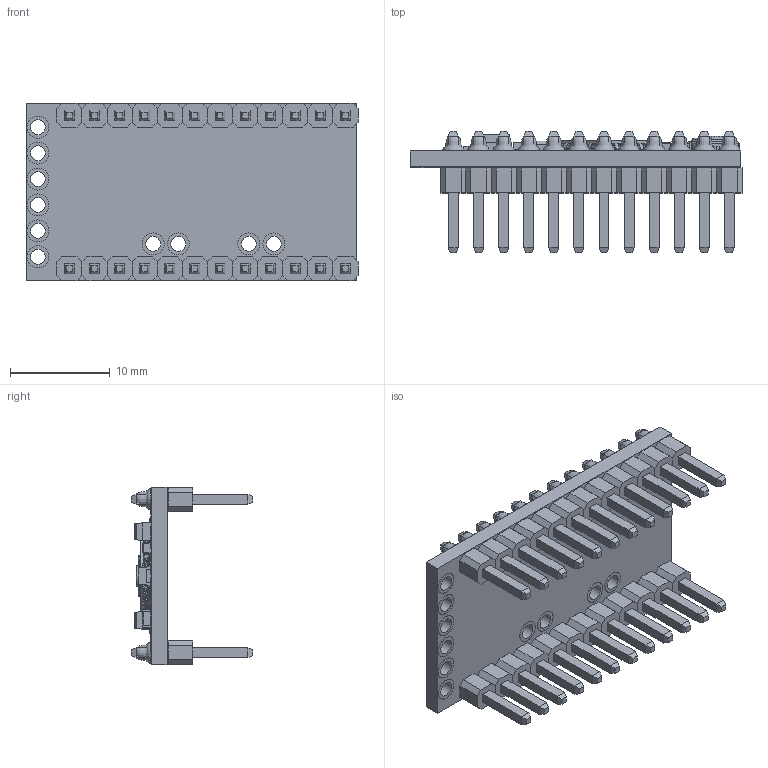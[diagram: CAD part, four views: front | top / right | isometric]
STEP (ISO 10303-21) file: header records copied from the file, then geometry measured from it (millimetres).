
FILE_DESCRIPTION(/* description */ (''),/* implementation_level */ '2;1');
FILE_NAME(/* name */ 'Arduino Pro Mini v7 headers.step',/* time_stamp */ '2019-03-05T12:14:31-08:00',/* author */ ('adrianhats'),/* organization */ (''),/* preprocessor_version */ 'ST-DEVELOPER v17.2',/* originating_system */ 'Autodesk Translation Framework v7.6.0.251',/* authorisation */ '');
FILE_SCHEMA (('AUTOMOTIVE_DESIGN { 1 0 10303 214 3 1 1 }'));
Length unit declared in the file: millimetre
Products named in the file (13): Arduino Pro Mini; PCB; IC; ResetButton; Resistors; LED; IC2; Components; Clock; Caps; Headers; SingleHeader(Mirror); SingleHeader
Assembly tree (35 placements, depth 3):
  Arduino Pro Mini
    PCB
      IC
      ResetButton
      Resistors
      LED
      IC2
      Components
      Clock
      Caps
    Headers
      SingleHeader  x13
      SingleHeader(Mirror)  x12
Bounding box: 33.32 x 12.2 x 17.8 mm (x, y, z)
Volume: 1615 mm3; surface area: 5391.7 mm2
Topology: 189 solids, 189 shells, 1672 faces, 3561 edges, 2244 vertices
Faces by surface type: plane 1254, cylinder 250, bspline 99, sphere 58, torus 11
Full cylindrical faces by diameter (mm): 1 x25, 1.5 x34, 2.1 x2, 2.2 x68
Entity records: 27073 total; most frequent: CARTESIAN_POINT 6491, DIRECTION 4102, ORIENTED_EDGE 3856, EDGE_CURVE 1928, AXIS2_PLACEMENT_3D 1392, LINE 1318, VECTOR 1318, VERTEX_POINT 1209
